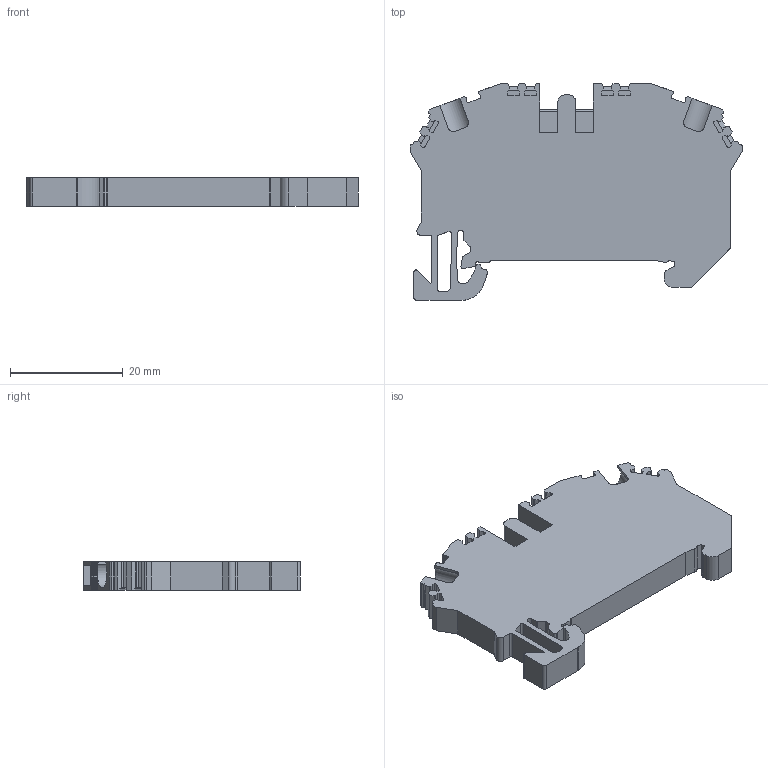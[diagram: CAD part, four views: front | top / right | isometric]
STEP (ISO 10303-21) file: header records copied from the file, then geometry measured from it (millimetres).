
FILE_DESCRIPTION(/* description */ (''),/* implementation_level */ '2;1');
FILE_NAME(/* name */ '3500_ZRK25_2A_iso.stp',/* time_stamp */ '2011-08-02T09:24:08+02:00',/* author */ (''),/* organization */ (''),/* preprocessor_version */ 'ST-DEVELOPER v11',/* originating_system */ 'SIEMENS UGS NX 6.0',/* authorisation */ '');
FILE_SCHEMA (('CONFIG_CONTROL_DESIGN'));
Length unit declared in the file: millimetre
Products named in the file (1): 3500_ZRK25_2A_iso
Bounding box: 59 x 38.5 x 5.1 mm (x, y, z)
Volume: 7929.8 mm3; surface area: 5249.1 mm2
Topology: 1 solids, 1 shells, 374 faces, 1109 edges, 736 vertices
Faces by surface type: plane 244, cylinder 120, bspline 8, extrusion 2
Full cylindrical faces by diameter (mm): 2.4 x2
Entity records: 13098 total; most frequent: CARTESIAN_POINT 2876, ORIENTED_EDGE 2214, DIRECTION 2033, EDGE_CURVE 1107, VECTOR 821, LINE 819, VERTEX_POINT 740, AXIS2_PLACEMENT_3D 606
